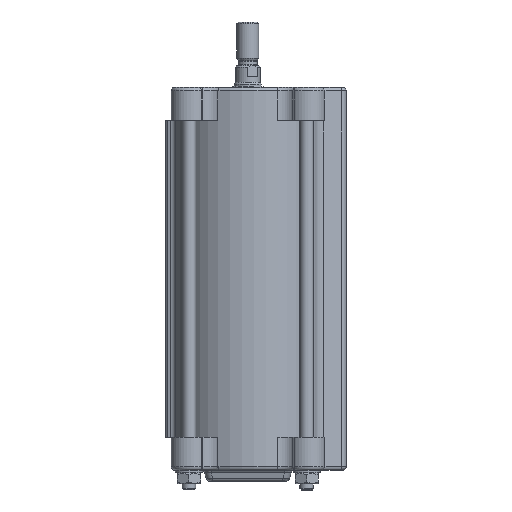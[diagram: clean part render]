
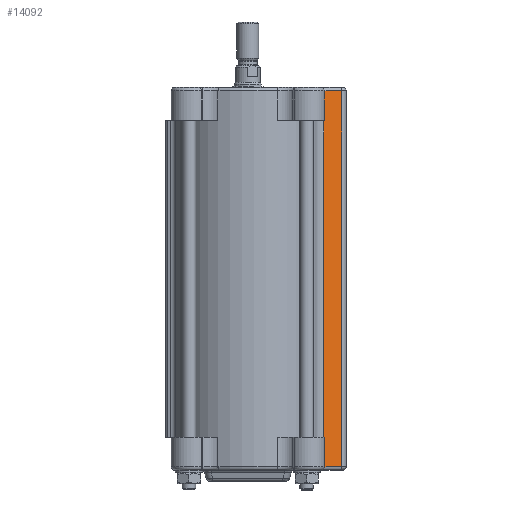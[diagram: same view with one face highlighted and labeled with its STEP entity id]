
A CAD part, front view. The second image highlights one B-rep face of the part: STEP entity #14092.
In plain terms, the highlighted planar face has unit normal (0.342, -0.94, 0).
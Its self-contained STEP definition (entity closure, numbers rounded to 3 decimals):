
#879=LINE('',#26541,#1303);
#915=LINE('',#26646,#1339);
#916=LINE('',#26648,#1340);
#917=LINE('',#26649,#1341);
#1303=VECTOR('',#19140,10.);
#1339=VECTOR('',#19254,10.);
#1340=VECTOR('',#19255,10.);
#1341=VECTOR('',#19256,10.);
#2906=FACE_OUTER_BOUND('',#4073,.T.);
#4073=EDGE_LOOP('',(#11050,#11051,#11052,#11053));
#6358=VERTEX_POINT('',#26535);
#6359=VERTEX_POINT('',#26539);
#6380=VERTEX_POINT('',#26645);
#6381=VERTEX_POINT('',#26647);
#7945=EDGE_CURVE('',#6359,#6358,#879,.T.);
#7995=EDGE_CURVE('',#6380,#6359,#915,.T.);
#7996=EDGE_CURVE('',#6381,#6380,#916,.T.);
#7997=EDGE_CURVE('',#6358,#6381,#917,.T.);
#11050=ORIENTED_EDGE('',*,*,#7995,.F.);
#11051=ORIENTED_EDGE('',*,*,#7996,.F.);
#11052=ORIENTED_EDGE('',*,*,#7997,.F.);
#11053=ORIENTED_EDGE('',*,*,#7945,.F.);
#12443=PLANE('',#15731);
#14092=ADVANCED_FACE('',(#2906),#12443,.T.);
#15731=AXIS2_PLACEMENT_3D('',#26644,#19252,#19253);
#19140=DIRECTION('',(-0.94,-0.342,0.));
#19252=DIRECTION('center_axis',(0.342,-0.94,0.));
#19253=DIRECTION('ref_axis',(-0.94,-0.342,0.));
#19254=DIRECTION('',(0.,0.,-1.));
#19255=DIRECTION('',(0.94,0.342,0.));
#19256=DIRECTION('',(0.,0.,1.));
#26535=CARTESIAN_POINT('',(17.769,-11.561,-21.605));
#26539=CARTESIAN_POINT('',(30.691,-6.858,-21.605));
#26541=CARTESIAN_POINT('',(-8.344,-21.065,-21.605));
#26644=CARTESIAN_POINT('Origin',(33.981,-5.66,256.395));
#26645=CARTESIAN_POINT('',(30.691,-6.858,253.895));
#26646=CARTESIAN_POINT('',(30.691,-6.858,256.395));
#26647=CARTESIAN_POINT('',(17.769,-11.561,253.895));
#26648=CARTESIAN_POINT('',(3.638,-16.704,253.895));
#26649=CARTESIAN_POINT('',(17.769,-11.561,256.395));
